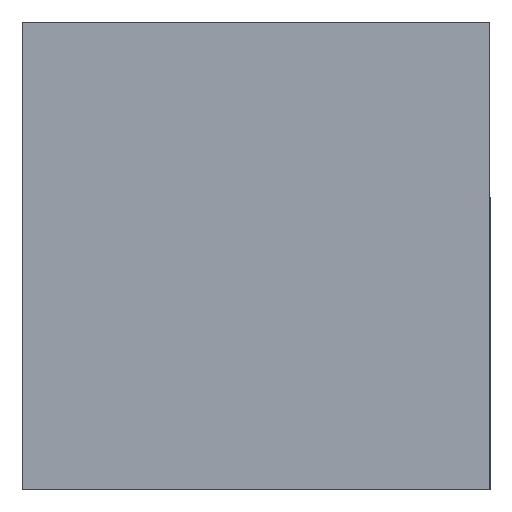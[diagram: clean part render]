
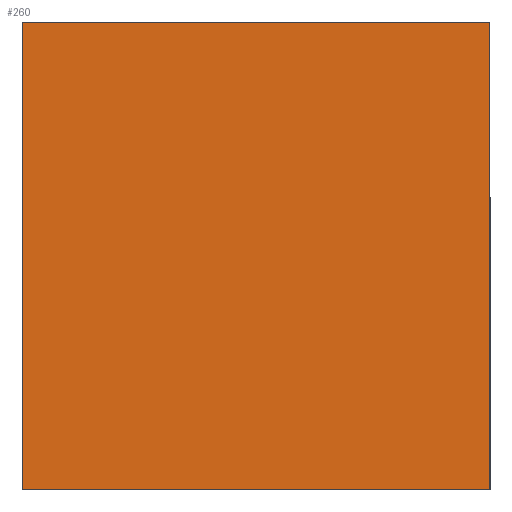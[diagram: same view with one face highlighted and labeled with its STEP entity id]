
A CAD part, left-side view. The second image highlights one B-rep face of the part: STEP entity #260.
In plain terms, the highlighted planar face has unit normal (-1, 0, 0).
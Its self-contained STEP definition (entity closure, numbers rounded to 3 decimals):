
#54 = VECTOR ( 'NONE', #1152, 1000. ) ;
#84 = CARTESIAN_POINT ( 'NONE',  ( 0., 20., 0. ) ) ;
#139 = ORIENTED_EDGE ( 'NONE', *, *, #294, .T. ) ;
#165 = VERTEX_POINT ( 'NONE', #566 ) ;
#219 = EDGE_CURVE ( 'NONE', #901, #656, #1118, .T. ) ;
#237 = CARTESIAN_POINT ( 'NONE',  ( 0., 0., 0. ) ) ;
#260 = ADVANCED_FACE ( 'NONE', ( #1034 ), #1213, .T. ) ;
#294 = EDGE_CURVE ( 'NONE', #1085, #165, #1247, .T. ) ;
#312 = EDGE_CURVE ( 'NONE', #901, #1085, #386, .T. ) ;
#322 = EDGE_CURVE ( 'NONE', #165, #656, #490, .T. ) ;
#346 = CARTESIAN_POINT ( 'NONE',  ( 0., 20., 0. ) ) ;
#380 = CARTESIAN_POINT ( 'NONE',  ( 0., 0., 0. ) ) ;
#386 = LINE ( 'NONE', #84, #54 ) ;
#390 = CARTESIAN_POINT ( 'NONE',  ( 0., 20., 40. ) ) ;
#393 = CARTESIAN_POINT ( 'NONE',  ( 0., 40., 0. ) ) ;
#441 = ORIENTED_EDGE ( 'NONE', *, *, #312, .T. ) ;
#450 = DIRECTION ( 'NONE',  ( -1., 0., 0. ) ) ;
#490 = LINE ( 'NONE', #390, #733 ) ;
#555 = CARTESIAN_POINT ( 'NONE',  ( 0., 40., 0. ) ) ;
#562 = ORIENTED_EDGE ( 'NONE', *, *, #219, .F. ) ;
#566 = CARTESIAN_POINT ( 'NONE',  ( 0., 0., 40. ) ) ;
#576 = DIRECTION ( 'NONE',  ( 0., 1., 0. ) ) ;
#605 = VECTOR ( 'NONE', #737, 1000. ) ;
#656 = VERTEX_POINT ( 'NONE', #1211 ) ;
#733 = VECTOR ( 'NONE', #576, 1000. ) ;
#737 = DIRECTION ( 'NONE',  ( 0., 0., 1. ) ) ;
#786 = VECTOR ( 'NONE', #1257, 1000. ) ;
#901 = VERTEX_POINT ( 'NONE', #393 ) ;
#1034 = FACE_OUTER_BOUND ( 'NONE', #1043, .T. ) ;
#1041 = ORIENTED_EDGE ( 'NONE', *, *, #322, .T. ) ;
#1043 = EDGE_LOOP ( 'NONE', ( #139, #1041, #562, #441 ) ) ;
#1085 = VERTEX_POINT ( 'NONE', #237 ) ;
#1118 = LINE ( 'NONE', #555, #605 ) ;
#1152 = DIRECTION ( 'NONE',  ( 0., -1., 0. ) ) ;
#1211 = CARTESIAN_POINT ( 'NONE',  ( 0., 40., 40. ) ) ;
#1213 = PLANE ( 'NONE',  #1236 ) ;
#1236 = AXIS2_PLACEMENT_3D ( 'NONE', #346, #450, #1239 ) ;
#1239 = DIRECTION ( 'NONE',  ( 0., 0., 1. ) ) ;
#1247 = LINE ( 'NONE', #380, #786 ) ;
#1257 = DIRECTION ( 'NONE',  ( 0., 0., 1. ) ) ;
